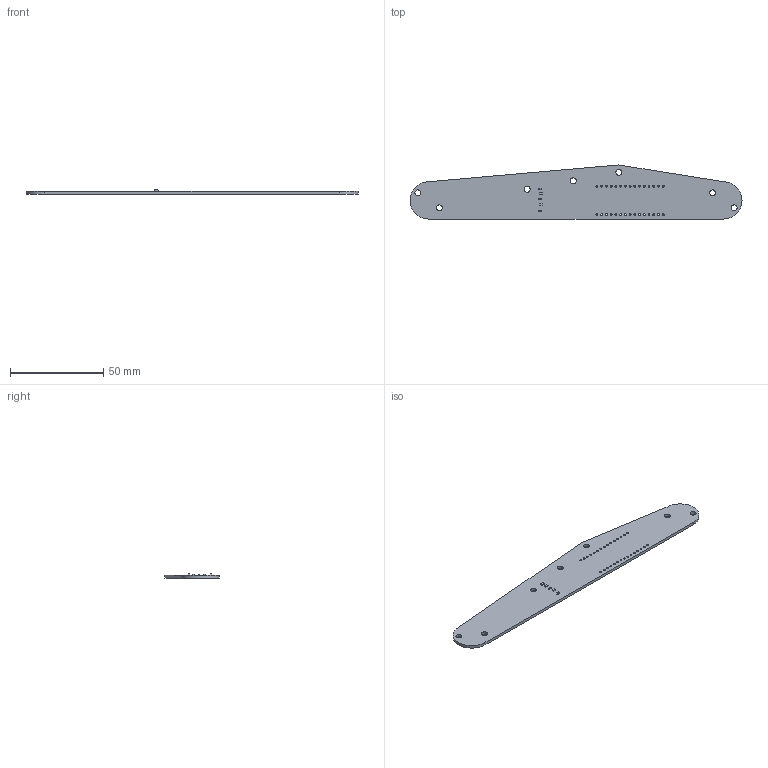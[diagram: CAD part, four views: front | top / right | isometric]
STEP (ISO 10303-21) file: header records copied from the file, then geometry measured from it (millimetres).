
FILE_DESCRIPTION(('KiCad electronic assembly'),'2;1');
FILE_NAME('l3xz-hw_leg-controller.step','2022-04-04T00:08:48',( 'An Author'),('A Company'),'Open CASCADE STEP processor 7.5', 'KiCad to STEP converter','Unknown');
FILE_SCHEMA(('AUTOMOTIVE_DESIGN { 1 0 10303 214 1 1 1 1 }'));
Length unit declared in the file: millimetre
Products named in the file (8): Open CASCADE STEP translator 7.5 1; C_0603; SOLID; R_0603; SOIC-18_7.5x11.6mm_Pitch1.27mm; SOIJ-8_5.3x5.3mm_Pitch1.27mm; COMPOUND
Assembly tree (10 placements, depth 3):
  Open CASCADE STEP translator 7.5 1
    C_0603  x2
      SOLID
    R_0603  x3
      SOLID
    SOIC-18_7.5x11.6mm_Pitch1.27mm
    SOIJ-8_5.3x5.3mm_Pitch1.27mm
    COMPOUND
Bounding box: 178 x 29 x 2.45 mm (x, y, z)
Volume: 6572 mm3; surface area: 9108.6 mm2
Topology: 6 solids, 6 shells, 178 faces, 474 edges, 312 vertices
Faces by surface type: plane 91, cylinder 87
Full cylindrical faces by diameter (mm): 1 x30, 3.2 x7
Entity records: 7361 total; most frequent: CARTESIAN_POINT 1203, DIRECTION 1114, LINE 562, VECTOR 562, ORIENTED_EDGE 532, PCURVE 532, DEFINITIONAL_REPRESENTATION 532, EDGE_CURVE 266
